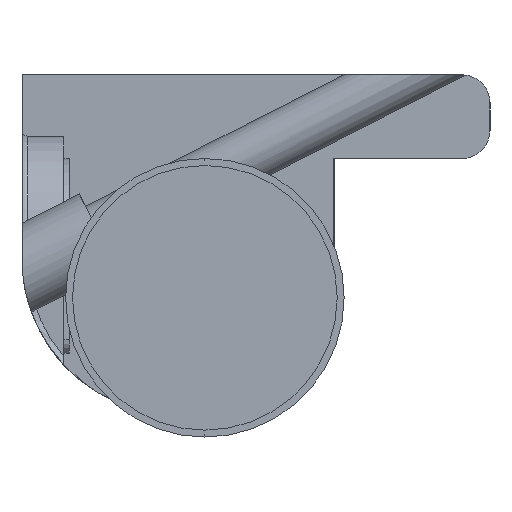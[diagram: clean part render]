
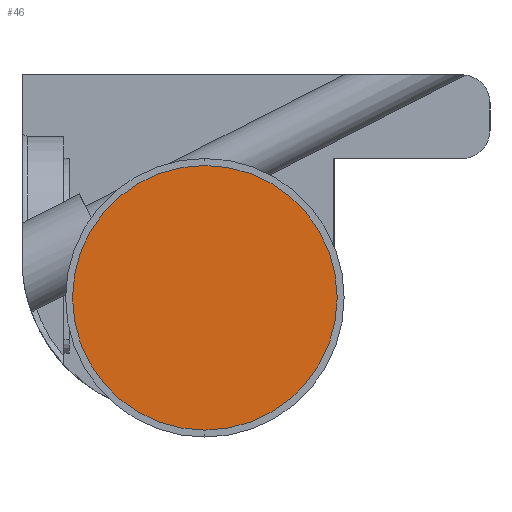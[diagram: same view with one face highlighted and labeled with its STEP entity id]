
A CAD part, left-side view. The second image highlights one B-rep face of the part: STEP entity #46.
In plain terms, the highlighted planar face has unit normal (-1, 0, 0).
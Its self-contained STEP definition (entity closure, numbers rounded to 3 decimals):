
#32 = DIRECTION ( 'NONE',  ( 1., 0., 0. ) ) ;
#46 = ADVANCED_FACE ( 'NONE', ( #1653 ), #700, .T. ) ;
#365 = CARTESIAN_POINT ( 'NONE',  ( -353.8, 10.236, -12.75 ) ) ;
#426 = AXIS2_PLACEMENT_3D ( 'NONE', #2200, #1812, #1761 ) ;
#525 = CIRCLE ( 'NONE', #426, 4.75 ) ;
#536 = CARTESIAN_POINT ( 'NONE',  ( -353.8, 10.236, -3.25 ) ) ;
#700 = PLANE ( 'NONE',  #973 ) ;
#725 = EDGE_CURVE ( 'NONE', #1984, #2481, #735, .T. ) ;
#735 = CIRCLE ( 'NONE', #1975, 4.75 ) ;
#973 = AXIS2_PLACEMENT_3D ( 'NONE', #1703, #2513, #1294 ) ;
#1235 = DIRECTION ( 'NONE',  ( 0., 0., -1. ) ) ;
#1294 = DIRECTION ( 'NONE',  ( 0., 0., 1. ) ) ;
#1430 = ORIENTED_EDGE ( 'NONE', *, *, #2471, .F. ) ;
#1440 = CARTESIAN_POINT ( 'NONE',  ( -353.8, 10.236, -8. ) ) ;
#1653 = FACE_OUTER_BOUND ( 'NONE', #2467, .T. ) ;
#1703 = CARTESIAN_POINT ( 'NONE',  ( -353.8, 10.236, -12.75 ) ) ;
#1761 = DIRECTION ( 'NONE',  ( 0., 0., -1. ) ) ;
#1812 = DIRECTION ( 'NONE',  ( 1., 0., 0. ) ) ;
#1975 = AXIS2_PLACEMENT_3D ( 'NONE', #1440, #32, #1235 ) ;
#1984 = VERTEX_POINT ( 'NONE', #365 ) ;
#2200 = CARTESIAN_POINT ( 'NONE',  ( -353.8, 10.236, -8. ) ) ;
#2467 = EDGE_LOOP ( 'NONE', ( #2573, #1430 ) ) ;
#2471 = EDGE_CURVE ( 'NONE', #2481, #1984, #525, .T. ) ;
#2481 = VERTEX_POINT ( 'NONE', #536 ) ;
#2513 = DIRECTION ( 'NONE',  ( -1., 0., 0. ) ) ;
#2573 = ORIENTED_EDGE ( 'NONE', *, *, #725, .F. ) ;
